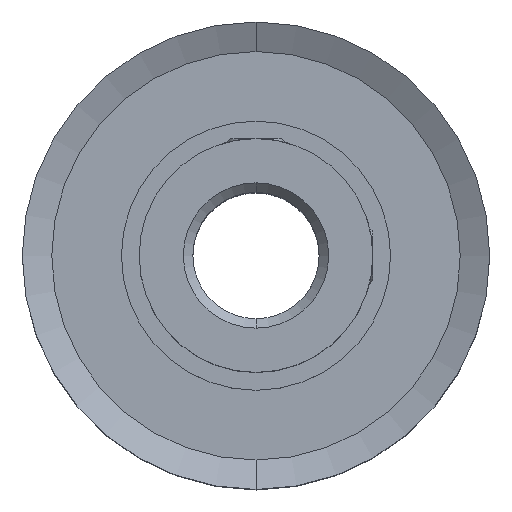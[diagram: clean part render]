
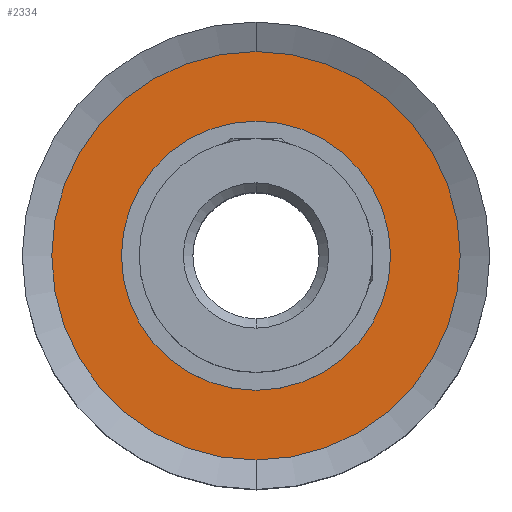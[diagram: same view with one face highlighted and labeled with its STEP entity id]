
A CAD part, top view. The second image highlights one B-rep face of the part: STEP entity #2334.
In plain terms, the highlighted planar face has unit normal (0, 0, 1).
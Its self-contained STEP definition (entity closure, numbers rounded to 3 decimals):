
#454=CARTESIAN_POINT('',(0.,0.,-0.63));
#455=DIRECTION('',(0.,0.,-1.));
#456=DIRECTION('',(1.,0.,0.));
#457=AXIS2_PLACEMENT_3D('',#454,#455,#456);
#463=CARTESIAN_POINT('',(0.,0.,-0.63));
#464=DIRECTION('',(0.,0.,1.));
#465=DIRECTION('',(0.,1.,0.));
#466=AXIS2_PLACEMENT_3D('',#463,#464,#465);
#468=CARTESIAN_POINT('',(0.,0.,-0.63));
#469=DIRECTION('',(0.,0.,-1.));
#470=DIRECTION('',(0.,1.,0.));
#471=AXIS2_PLACEMENT_3D('',#468,#469,#470);
#1417=CARTESIAN_POINT('',(0.,0.,-0.63));
#1418=DIRECTION('',(0.,0.,-1.));
#1419=DIRECTION('',(-1.,0.,0.));
#1420=AXIS2_PLACEMENT_3D('',#1417,#1418,#1419);
#1873=CARTESIAN_POINT('',(0.,9.7,-0.63));
#1874=VERTEX_POINT('',#1873);
#1881=CARTESIAN_POINT('',(0.,-9.7,-0.63));
#1882=VERTEX_POINT('',#1881);
#1931=CARTESIAN_POINT('',(6.39,0.,-0.63));
#1932=CARTESIAN_POINT('',(-6.39,0.,-0.63));
#1933=VERTEX_POINT('',#1931);
#1934=VERTEX_POINT('',#1932);
#2318=CARTESIAN_POINT('',(0.,0.,-0.63));
#2319=DIRECTION('',(0.,0.,-1.));
#2320=DIRECTION('',(0.,-1.,0.));
#2321=AXIS2_PLACEMENT_3D('',#2318,#2319,#2320);
#2322=PLANE('',#2321);
#2324=ORIENTED_EDGE('',*,*,#2323,.F.);
#2326=ORIENTED_EDGE('',*,*,#2325,.T.);
#2327=EDGE_LOOP('',(#2324,#2326));
#2328=FACE_OUTER_BOUND('',#2327,.F.);
#2329=ORIENTED_EDGE('',*,*,#2308,.F.);
#2331=ORIENTED_EDGE('',*,*,#2330,.F.);
#2332=EDGE_LOOP('',(#2329,#2331));
#2333=FACE_BOUND('',#2332,.F.);
#2334=ADVANCED_FACE('',(#2328,#2333),#2322,.F.);
#458=CIRCLE('',#457,6.39);
#467=CIRCLE('',#466,9.7);
#472=CIRCLE('',#471,9.7);
#1421=CIRCLE('',#1420,6.39);
#2308=EDGE_CURVE('',#1933,#1934,#458,.T.);
#2323=EDGE_CURVE('',#1874,#1882,#467,.T.);
#2325=EDGE_CURVE('',#1874,#1882,#472,.T.);
#2330=EDGE_CURVE('',#1934,#1933,#1421,.T.);
